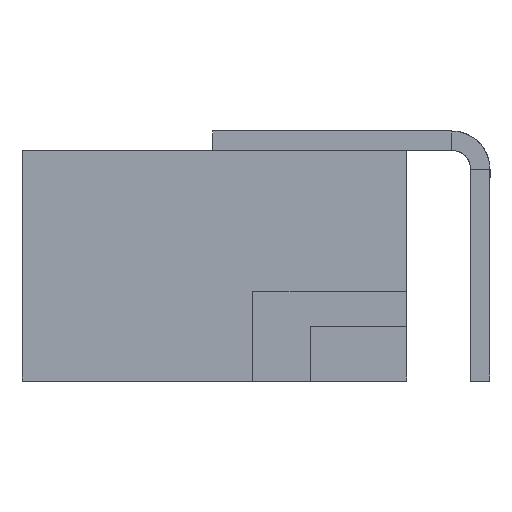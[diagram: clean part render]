
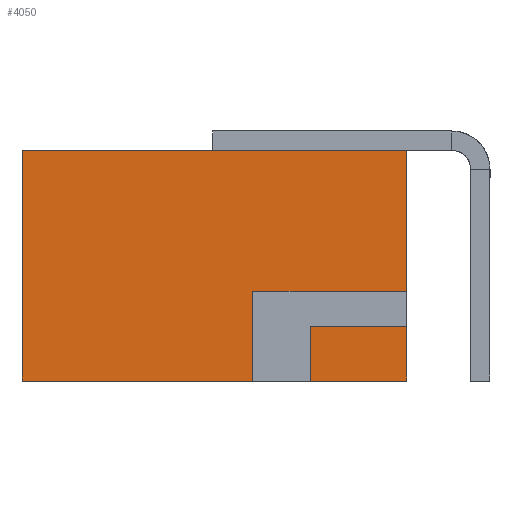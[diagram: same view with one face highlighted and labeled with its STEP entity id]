
A CAD part, left-side view. The second image highlights one B-rep face of the part: STEP entity #4050.
In plain terms, the highlighted planar face has unit normal (-1, 0, 0).
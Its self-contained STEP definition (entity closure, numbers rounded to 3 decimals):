
#4050=ADVANCED_FACE('',(#11237),#11239,.F.);
#11237=FACE_BOUND('',#11238,.T.);
#11238=EDGE_LOOP('',(#13703,#13704,#13705,#13706,#13707,#13708,#13709,#13710,#13711,
#13712));
#11239=PLANE('',#11240);
#11240=AXIS2_PLACEMENT_3D('',#11241,#11242,#11243);
#11241=CARTESIAN_POINT('',(-5.,3.,1.8));
#11242=DIRECTION('',(1.,-0.,0.));
#11243=DIRECTION('',(0.,0.,-1.));
#13703=ORIENTED_EDGE('',*,*,#14995,.T.);
#13704=ORIENTED_EDGE('',*,*,#14996,.F.);
#13705=ORIENTED_EDGE('',*,*,#14997,.F.);
#13706=ORIENTED_EDGE('',*,*,#14998,.T.);
#13707=ORIENTED_EDGE('',*,*,#14999,.F.);
#13708=ORIENTED_EDGE('',*,*,#14989,.F.);
#13709=ORIENTED_EDGE('',*,*,#15000,.T.);
#13710=ORIENTED_EDGE('',*,*,#14984,.T.);
#13711=ORIENTED_EDGE('',*,*,#15001,.T.);
#13712=ORIENTED_EDGE('',*,*,#15002,.T.);
#14984=EDGE_CURVE('',#16978,#16979,#16980,.T.);
#14989=EDGE_CURVE('',#16986,#16989,#16990,.T.);
#14995=EDGE_CURVE('',#16997,#16998,#16999,.T.);
#14996=EDGE_CURVE('',#17000,#16998,#17001,.T.);
#14997=EDGE_CURVE('',#17002,#17000,#17003,.T.);
#14998=EDGE_CURVE('',#17002,#17004,#17005,.T.);
#14999=EDGE_CURVE('',#16989,#17004,#17006,.T.);
#15000=EDGE_CURVE('',#16986,#16978,#17007,.T.);
#15001=EDGE_CURVE('',#16979,#17008,#17009,.T.);
#15002=EDGE_CURVE('',#17008,#16997,#17010,.T.);
#16978=VERTEX_POINT('',#30239);
#16979=VERTEX_POINT('',#30240);
#16980=LINE('',#30241,#30242);
#16986=VERTEX_POINT('',#30255);
#16989=VERTEX_POINT('',#30260);
#16990=LINE('',#30261,#30262);
#16997=VERTEX_POINT('',#30280);
#16998=VERTEX_POINT('',#30281);
#16999=LINE('',#30282,#30283);
#17000=VERTEX_POINT('',#30285);
#17001=LINE('',#30286,#30287);
#17002=VERTEX_POINT('',#30289);
#17003=LINE('',#30290,#30291);
#17004=VERTEX_POINT('',#30293);
#17005=LINE('',#30294,#30295);
#17006=LINE('',#30297,#30298);
#17007=LINE('',#30300,#30301);
#17008=VERTEX_POINT('',#30303);
#17009=LINE('',#30304,#30305);
#17010=LINE('',#30307,#30308);
#30239=CARTESIAN_POINT('',(-5.,-3.,-0.95));
#30240=CARTESIAN_POINT('',(-5.,-1.5,-0.95));
#30241=CARTESIAN_POINT('',(-5.,-3.,-0.95));
#30242=VECTOR('',#30243,1.);
#30243=DIRECTION('',(0.,1.,0.));
#30255=CARTESIAN_POINT('',(-5.,-3.,-0.4));
#30260=CARTESIAN_POINT('',(-5.,-0.6,-0.4));
#30261=CARTESIAN_POINT('',(-5.,-3.,-0.4));
#30262=VECTOR('',#30263,1.);
#30263=DIRECTION('',(0.,1.,0.));
#30280=CARTESIAN_POINT('',(-5.,-3.,-1.8));
#30281=CARTESIAN_POINT('',(-5.,-3.,1.8));
#30282=CARTESIAN_POINT('',(-5.,-3.,-1.8));
#30283=VECTOR('',#30284,1.);
#30284=DIRECTION('',(0.,0.,1.));
#30285=CARTESIAN_POINT('',(-5.,3.,1.8));
#30286=CARTESIAN_POINT('',(-5.,3.,1.8));
#30287=VECTOR('',#30288,1.);
#30288=DIRECTION('',(0.,-1.,0.));
#30289=CARTESIAN_POINT('',(-5.,3.,-1.8));
#30290=CARTESIAN_POINT('',(-5.,3.,-1.8));
#30291=VECTOR('',#30292,1.);
#30292=DIRECTION('',(0.,0.,1.));
#30293=CARTESIAN_POINT('',(-5.,-0.6,-1.8));
#30294=CARTESIAN_POINT('',(-5.,3.,-1.8));
#30295=VECTOR('',#30296,1.);
#30296=DIRECTION('',(0.,-1.,0.));
#30297=CARTESIAN_POINT('',(-5.,-0.6,-0.4));
#30298=VECTOR('',#30299,1.);
#30299=DIRECTION('',(0.,0.,-1.));
#30300=CARTESIAN_POINT('',(-5.,-3.,-0.4));
#30301=VECTOR('',#30302,1.);
#30302=DIRECTION('',(0.,0.,-1.));
#30303=CARTESIAN_POINT('',(-5.,-1.5,-1.8));
#30304=CARTESIAN_POINT('',(-5.,-1.5,-0.95));
#30305=VECTOR('',#30306,1.);
#30306=DIRECTION('',(0.,0.,-1.));
#30307=CARTESIAN_POINT('',(-5.,-1.5,-1.8));
#30308=VECTOR('',#30309,1.);
#30309=DIRECTION('',(0.,-1.,0.));
